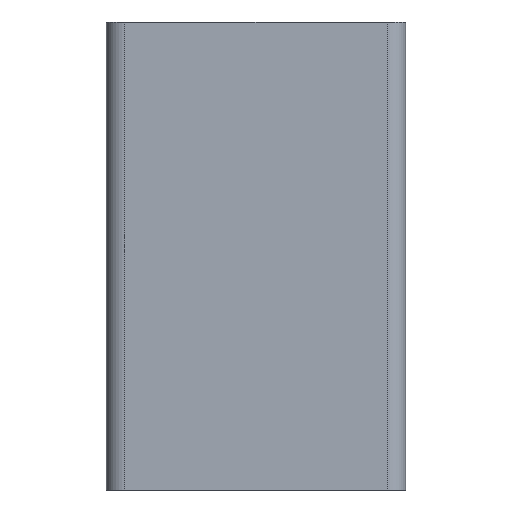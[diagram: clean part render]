
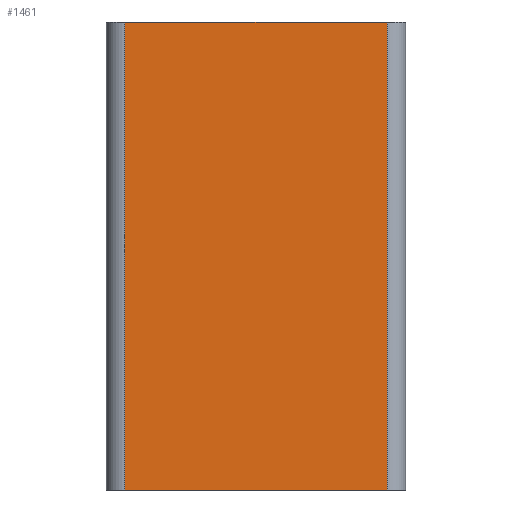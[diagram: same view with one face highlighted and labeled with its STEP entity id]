
A CAD part, left-side view. The second image highlights one B-rep face of the part: STEP entity #1461.
In plain terms, the highlighted planar face has unit normal (-1, 0, 0).
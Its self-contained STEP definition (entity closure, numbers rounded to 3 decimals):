
#9 = DIRECTION ( 'NONE',  ( 1., 0., 0. ) ) ;
#67 = VERTEX_POINT ( 'NONE', #1559 ) ;
#191 = EDGE_CURVE ( 'NONE', #1850, #749, #635, .T. ) ;
#207 = VECTOR ( 'NONE', #1008, 1000. ) ;
#262 = CARTESIAN_POINT ( 'NONE',  ( -9., 14., 25. ) ) ;
#319 = CARTESIAN_POINT ( 'NONE',  ( -9., -14., 25. ) ) ;
#461 = CARTESIAN_POINT ( 'NONE',  ( -9., -14., -25. ) ) ;
#555 = CARTESIAN_POINT ( 'NONE',  ( -9., 14., -25. ) ) ;
#581 = DIRECTION ( 'NONE',  ( 0., -1., 0. ) ) ;
#595 = VERTEX_POINT ( 'NONE', #461 ) ;
#631 = CARTESIAN_POINT ( 'NONE',  ( -9., 14., 25. ) ) ;
#635 = LINE ( 'NONE', #262, #2089 ) ;
#725 = CARTESIAN_POINT ( 'NONE',  ( -9., -14., 25. ) ) ;
#749 = VERTEX_POINT ( 'NONE', #725 ) ;
#850 = AXIS2_PLACEMENT_3D ( 'NONE', #1995, #9, #1505 ) ;
#1008 = DIRECTION ( 'NONE',  ( 0., 0., -1. ) ) ;
#1095 = ORIENTED_EDGE ( 'NONE', *, *, #2014, .T. ) ;
#1198 = VECTOR ( 'NONE', #581, 1000. ) ;
#1241 = PLANE ( 'NONE',  #850 ) ;
#1270 = LINE ( 'NONE', #319, #1317 ) ;
#1317 = VECTOR ( 'NONE', #2029, 1000. ) ;
#1342 = ORIENTED_EDGE ( 'NONE', *, *, #191, .F. ) ;
#1410 = LINE ( 'NONE', #631, #207 ) ;
#1419 = FACE_OUTER_BOUND ( 'NONE', #1615, .T. ) ;
#1461 = ADVANCED_FACE ( 'NONE', ( #1419 ), #1241, .F. ) ;
#1505 = DIRECTION ( 'NONE',  ( 0., 0., -1. ) ) ;
#1521 = LINE ( 'NONE', #555, #1198 ) ;
#1536 = EDGE_CURVE ( 'NONE', #67, #595, #1521, .T. ) ;
#1559 = CARTESIAN_POINT ( 'NONE',  ( -9., 14., -25. ) ) ;
#1615 = EDGE_LOOP ( 'NONE', ( #1908, #1951, #1342, #1095 ) ) ;
#1791 = DIRECTION ( 'NONE',  ( 0., -1., 0. ) ) ;
#1850 = VERTEX_POINT ( 'NONE', #2426 ) ;
#1908 = ORIENTED_EDGE ( 'NONE', *, *, #1536, .T. ) ;
#1951 = ORIENTED_EDGE ( 'NONE', *, *, #2170, .F. ) ;
#1995 = CARTESIAN_POINT ( 'NONE',  ( -9., 14., 25. ) ) ;
#2014 = EDGE_CURVE ( 'NONE', #1850, #67, #1410, .T. ) ;
#2029 = DIRECTION ( 'NONE',  ( 0., 0., -1. ) ) ;
#2089 = VECTOR ( 'NONE', #1791, 1000. ) ;
#2170 = EDGE_CURVE ( 'NONE', #749, #595, #1270, .T. ) ;
#2426 = CARTESIAN_POINT ( 'NONE',  ( -9., 14., 25. ) ) ;
